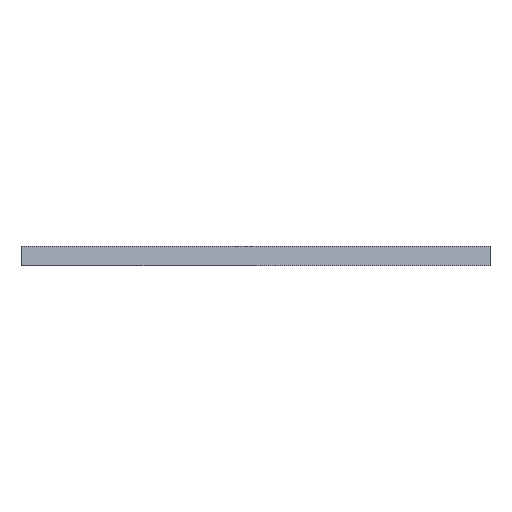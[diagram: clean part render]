
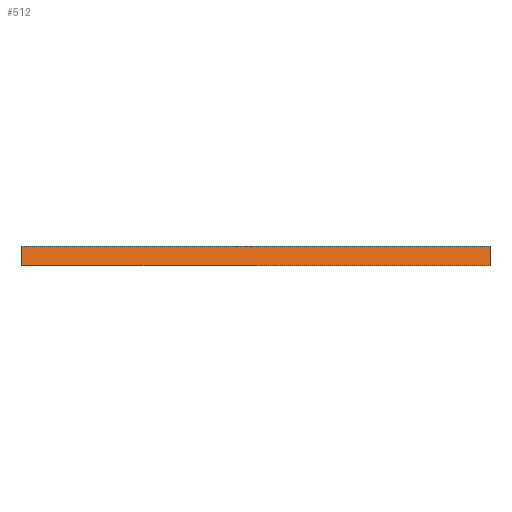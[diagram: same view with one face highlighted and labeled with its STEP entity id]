
A CAD part, left-side view. The second image highlights one B-rep face of the part: STEP entity #512.
In plain terms, the highlighted face is a extrusion surface.
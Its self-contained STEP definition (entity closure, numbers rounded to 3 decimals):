
#84 = PLANE('',#85);
#85 = AXIS2_PLACEMENT_3D('',#86,#87,#88);
#86 = CARTESIAN_POINT('',(14.614,-2.367,0.5));
#87 = DIRECTION('',(-0.,0.,-1.));
#88 = DIRECTION('',(-1.,0.,0.));
#137 = PLANE('',#138);
#138 = AXIS2_PLACEMENT_3D('',#139,#140,#141);
#139 = CARTESIAN_POINT('',(14.614,-2.367,0.));
#140 = DIRECTION('',(-0.,0.,-1.));
#141 = DIRECTION('',(-1.,0.,0.));
#408 = SURFACE_OF_LINEAR_EXTRUSION('',#409,#412);
#409 = B_SPLINE_CURVE_WITH_KNOTS('',1,(#410,#411),.UNSPECIFIED.,.F.,.F.,
  (2,2),(0.,8.052),.PIECEWISE_BEZIER_KNOTS.);
#410 = CARTESIAN_POINT('',(7.07,-11.852,0.));
#411 = CARTESIAN_POINT('',(4.798,-11.852,0.));
#412 = VECTOR('',#413,1.);
#413 = DIRECTION('',(-0.,-0.,-1.));
#445 = VERTEX_POINT('',#446);
#446 = CARTESIAN_POINT('',(4.798,-11.852,0.5));
#465 = EDGE_CURVE('',#466,#445,#468,.T.);
#466 = VERTEX_POINT('',#467);
#467 = CARTESIAN_POINT('',(4.798,-11.852,0.));
#468 = SURFACE_CURVE('',#469,(#473,#480),.PCURVE_S1.);
#469 = LINE('',#470,#471);
#470 = CARTESIAN_POINT('',(4.798,-11.852,0.));
#471 = VECTOR('',#472,1.);
#472 = DIRECTION('',(0.,0.,1.));
#473 = PCURVE('',#408,#474);
#474 = DEFINITIONAL_REPRESENTATION('',(#475),#479);
#475 = LINE('',#476,#477);
#476 = CARTESIAN_POINT('',(8.052,0.));
#477 = VECTOR('',#478,1.);
#478 = DIRECTION('',(0.,-1.));
#479 = ( GEOMETRIC_REPRESENTATION_CONTEXT(2) 
PARAMETRIC_REPRESENTATION_CONTEXT() REPRESENTATION_CONTEXT('2D SPACE',''
  ) );
#480 = PCURVE('',#481,#487);
#481 = SURFACE_OF_LINEAR_EXTRUSION('',#482,#485);
#482 = B_SPLINE_CURVE_WITH_KNOTS('',1,(#483,#484),.UNSPECIFIED.,.F.,.F.,
  (2,2),(0.,45.306),.PIECEWISE_BEZIER_KNOTS.);
#483 = CARTESIAN_POINT('',(4.798,-11.852,0.));
#484 = CARTESIAN_POINT('',(0.,0.,0.));
#485 = VECTOR('',#486,1.);
#486 = DIRECTION('',(-0.,-0.,-1.));
#487 = DEFINITIONAL_REPRESENTATION('',(#488),#492);
#488 = LINE('',#489,#490);
#489 = CARTESIAN_POINT('',(0.,0.));
#490 = VECTOR('',#491,1.);
#491 = DIRECTION('',(0.,-1.));
#492 = ( GEOMETRIC_REPRESENTATION_CONTEXT(2) 
PARAMETRIC_REPRESENTATION_CONTEXT() REPRESENTATION_CONTEXT('2D SPACE',''
  ) );
#512 = ADVANCED_FACE('',(#513),#481,.T.);
#513 = FACE_BOUND('',#514,.T.);
#514 = EDGE_LOOP('',(#515,#516,#537,#566));
#515 = ORIENTED_EDGE('',*,*,#465,.T.);
#516 = ORIENTED_EDGE('',*,*,#517,.T.);
#517 = EDGE_CURVE('',#445,#518,#520,.T.);
#518 = VERTEX_POINT('',#519);
#519 = CARTESIAN_POINT('',(0.,0.,0.5));
#520 = SURFACE_CURVE('',#521,(#524,#531),.PCURVE_S1.);
#521 = B_SPLINE_CURVE_WITH_KNOTS('',1,(#522,#523),.UNSPECIFIED.,.F.,.F.,
  (2,2),(0.,45.306),.PIECEWISE_BEZIER_KNOTS.);
#522 = CARTESIAN_POINT('',(4.798,-11.852,0.5));
#523 = CARTESIAN_POINT('',(0.,0.,0.5));
#524 = PCURVE('',#481,#525);
#525 = DEFINITIONAL_REPRESENTATION('',(#526),#530);
#526 = LINE('',#527,#528);
#527 = CARTESIAN_POINT('',(0.,-0.5));
#528 = VECTOR('',#529,1.);
#529 = DIRECTION('',(1.,0.));
#530 = ( GEOMETRIC_REPRESENTATION_CONTEXT(2) 
PARAMETRIC_REPRESENTATION_CONTEXT() REPRESENTATION_CONTEXT('2D SPACE',''
  ) );
#531 = PCURVE('',#84,#532);
#532 = DEFINITIONAL_REPRESENTATION('',(#533),#536);
#533 = B_SPLINE_CURVE_WITH_KNOTS('',1,(#534,#535),.UNSPECIFIED.,.F.,.F.,
  (2,2),(0.,45.306),.PIECEWISE_BEZIER_KNOTS.);
#534 = CARTESIAN_POINT('',(9.816,-9.485));
#535 = CARTESIAN_POINT('',(14.614,2.367));
#536 = ( GEOMETRIC_REPRESENTATION_CONTEXT(2) 
PARAMETRIC_REPRESENTATION_CONTEXT() REPRESENTATION_CONTEXT('2D SPACE',''
  ) );
#537 = ORIENTED_EDGE('',*,*,#538,.F.);
#538 = EDGE_CURVE('',#539,#518,#541,.T.);
#539 = VERTEX_POINT('',#540);
#540 = CARTESIAN_POINT('',(0.,0.,0.));
#541 = SURFACE_CURVE('',#542,(#546,#553),.PCURVE_S1.);
#542 = LINE('',#543,#544);
#543 = CARTESIAN_POINT('',(0.,0.,0.));
#544 = VECTOR('',#545,1.);
#545 = DIRECTION('',(0.,0.,1.));
#546 = PCURVE('',#481,#547);
#547 = DEFINITIONAL_REPRESENTATION('',(#548),#552);
#548 = LINE('',#549,#550);
#549 = CARTESIAN_POINT('',(45.306,0.));
#550 = VECTOR('',#551,1.);
#551 = DIRECTION('',(0.,-1.));
#552 = ( GEOMETRIC_REPRESENTATION_CONTEXT(2) 
PARAMETRIC_REPRESENTATION_CONTEXT() REPRESENTATION_CONTEXT('2D SPACE',''
  ) );
#553 = PCURVE('',#554,#560);
#554 = SURFACE_OF_LINEAR_EXTRUSION('',#555,#558);
#555 = B_SPLINE_CURVE_WITH_KNOTS('',1,(#556,#557),.UNSPECIFIED.,.F.,.F.,
  (2,2),(0.,8.276),.PIECEWISE_BEZIER_KNOTS.);
#556 = CARTESIAN_POINT('',(0.,0.,0.));
#557 = CARTESIAN_POINT('',(2.336,0.,0.));
#558 = VECTOR('',#559,1.);
#559 = DIRECTION('',(-0.,-0.,-1.));
#560 = DEFINITIONAL_REPRESENTATION('',(#561),#565);
#561 = LINE('',#562,#563);
#562 = CARTESIAN_POINT('',(0.,0.));
#563 = VECTOR('',#564,1.);
#564 = DIRECTION('',(0.,-1.));
#565 = ( GEOMETRIC_REPRESENTATION_CONTEXT(2) 
PARAMETRIC_REPRESENTATION_CONTEXT() REPRESENTATION_CONTEXT('2D SPACE',''
  ) );
#566 = ORIENTED_EDGE('',*,*,#567,.F.);
#567 = EDGE_CURVE('',#466,#539,#568,.T.);
#568 = SURFACE_CURVE('',#569,(#572,#579),.PCURVE_S1.);
#569 = B_SPLINE_CURVE_WITH_KNOTS('',1,(#570,#571),.UNSPECIFIED.,.F.,.F.,
  (2,2),(0.,45.306),.PIECEWISE_BEZIER_KNOTS.);
#570 = CARTESIAN_POINT('',(4.798,-11.852,0.));
#571 = CARTESIAN_POINT('',(0.,0.,0.));
#572 = PCURVE('',#481,#573);
#573 = DEFINITIONAL_REPRESENTATION('',(#574),#578);
#574 = LINE('',#575,#576);
#575 = CARTESIAN_POINT('',(0.,0.));
#576 = VECTOR('',#577,1.);
#577 = DIRECTION('',(1.,0.));
#578 = ( GEOMETRIC_REPRESENTATION_CONTEXT(2) 
PARAMETRIC_REPRESENTATION_CONTEXT() REPRESENTATION_CONTEXT('2D SPACE',''
  ) );
#579 = PCURVE('',#137,#580);
#580 = DEFINITIONAL_REPRESENTATION('',(#581),#584);
#581 = B_SPLINE_CURVE_WITH_KNOTS('',1,(#582,#583),.UNSPECIFIED.,.F.,.F.,
  (2,2),(0.,45.306),.PIECEWISE_BEZIER_KNOTS.);
#582 = CARTESIAN_POINT('',(9.816,-9.485));
#583 = CARTESIAN_POINT('',(14.614,2.367));
#584 = ( GEOMETRIC_REPRESENTATION_CONTEXT(2) 
PARAMETRIC_REPRESENTATION_CONTEXT() REPRESENTATION_CONTEXT('2D SPACE',''
  ) );
